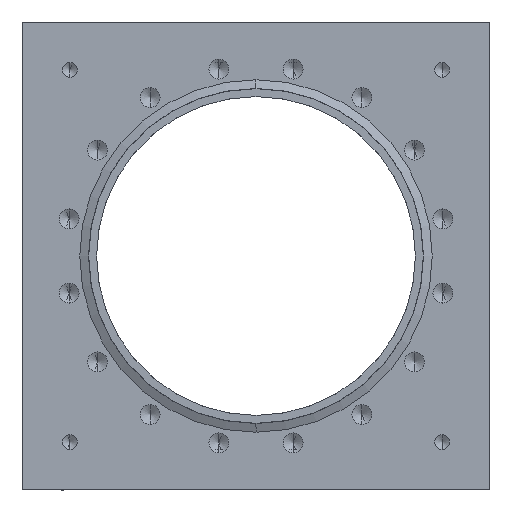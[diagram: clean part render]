
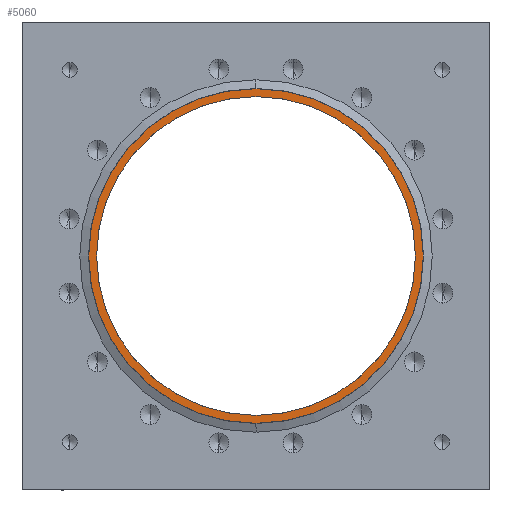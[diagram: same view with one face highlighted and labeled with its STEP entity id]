
A CAD part, left-side view. The second image highlights one B-rep face of the part: STEP entity #5060.
In plain terms, the highlighted planar face has unit normal (-1, 0, 0).
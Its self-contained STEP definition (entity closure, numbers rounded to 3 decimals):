
#324 = ORIENTED_EDGE ( 'NONE', *, *, #5590, .F. ) ;
#578 = DIRECTION ( 'NONE',  ( 0., 0., -1. ) ) ;
#1034 = DIRECTION ( 'NONE',  ( 1., 0., 0. ) ) ;
#1921 = CARTESIAN_POINT ( 'NONE',  ( -78.8, 0., 0. ) ) ;
#2190 = AXIS2_PLACEMENT_3D ( 'NONE', #1921, #10508, #578 ) ;
#2317 = CARTESIAN_POINT ( 'NONE',  ( -78.8, 0., 0. ) ) ;
#2488 = CIRCLE ( 'NONE', #2190, 57.189 ) ;
#2655 = CARTESIAN_POINT ( 'NONE',  ( -78.8, 54.5, 0. ) ) ;
#2858 = DIRECTION ( 'NONE',  ( 0., 0., -1. ) ) ;
#4384 = CARTESIAN_POINT ( 'NONE',  ( -78.8, 0., 0. ) ) ;
#4425 = CARTESIAN_POINT ( 'NONE',  ( -78.8, 0., 0. ) ) ;
#4518 = CARTESIAN_POINT ( 'NONE',  ( -78.8, 0., -57.189 ) ) ;
#5060 = ADVANCED_FACE ( 'NONE', ( #16825, #10133 ), #8763, .F. ) ;
#5498 = EDGE_LOOP ( 'NONE', ( #9954, #15231 ) ) ;
#5590 = EDGE_CURVE ( 'NONE', #13124, #12691, #9341, .T. ) ;
#5909 = CIRCLE ( 'NONE', #16557, 57.189 ) ;
#5911 = AXIS2_PLACEMENT_3D ( 'NONE', #4425, #8604, #14124 ) ;
#5928 = EDGE_CURVE ( 'NONE', #12691, #13124, #8787, .T. ) ;
#5965 = CARTESIAN_POINT ( 'NONE',  ( -78.8, -54.5, 0. ) ) ;
#5996 = EDGE_LOOP ( 'NONE', ( #11177, #324 ) ) ;
#6917 = EDGE_CURVE ( 'NONE', #12099, #15358, #2488, .T. ) ;
#8121 = CARTESIAN_POINT ( 'NONE',  ( -78.8, 0., 57.189 ) ) ;
#8604 = DIRECTION ( 'NONE',  ( -1., 0., 0. ) ) ;
#8763 = PLANE ( 'NONE',  #14020 ) ;
#8787 = CIRCLE ( 'NONE', #5911, 54.5 ) ;
#9341 = CIRCLE ( 'NONE', #10205, 54.5 ) ;
#9954 = ORIENTED_EDGE ( 'NONE', *, *, #16548, .F. ) ;
#10133 = FACE_BOUND ( 'NONE', #5996, .T. ) ;
#10205 = AXIS2_PLACEMENT_3D ( 'NONE', #4384, #15440, #2858 ) ;
#10508 = DIRECTION ( 'NONE',  ( 1., 0., 0. ) ) ;
#10535 = DIRECTION ( 'NONE',  ( 0., 0., -1. ) ) ;
#11177 = ORIENTED_EDGE ( 'NONE', *, *, #5928, .F. ) ;
#11226 = DIRECTION ( 'NONE',  ( 0., 0., -1. ) ) ;
#11318 = DIRECTION ( 'NONE',  ( 1., 0., 0. ) ) ;
#12099 = VERTEX_POINT ( 'NONE', #16137 ) ;
#12691 = VERTEX_POINT ( 'NONE', #5965 ) ;
#13124 = VERTEX_POINT ( 'NONE', #2655 ) ;
#14020 = AXIS2_PLACEMENT_3D ( 'NONE', #4518, #11318, #11226 ) ;
#14124 = DIRECTION ( 'NONE',  ( 0., 0., -1. ) ) ;
#15231 = ORIENTED_EDGE ( 'NONE', *, *, #6917, .F. ) ;
#15358 = VERTEX_POINT ( 'NONE', #8121 ) ;
#15440 = DIRECTION ( 'NONE',  ( -1., 0., 0. ) ) ;
#16137 = CARTESIAN_POINT ( 'NONE',  ( -78.8, 0., -57.189 ) ) ;
#16548 = EDGE_CURVE ( 'NONE', #15358, #12099, #5909, .T. ) ;
#16557 = AXIS2_PLACEMENT_3D ( 'NONE', #2317, #1034, #10535 ) ;
#16825 = FACE_OUTER_BOUND ( 'NONE', #5498, .T. ) ;
